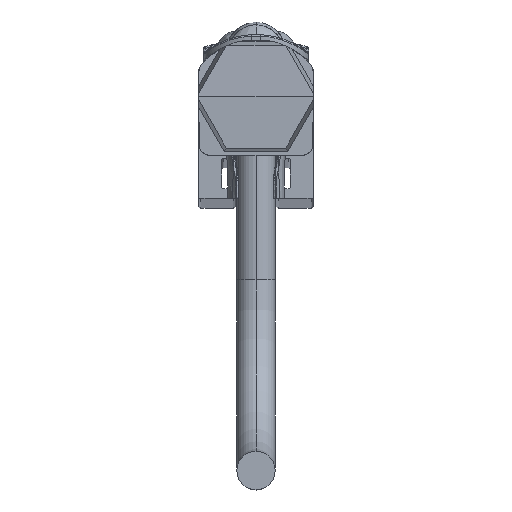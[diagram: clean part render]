
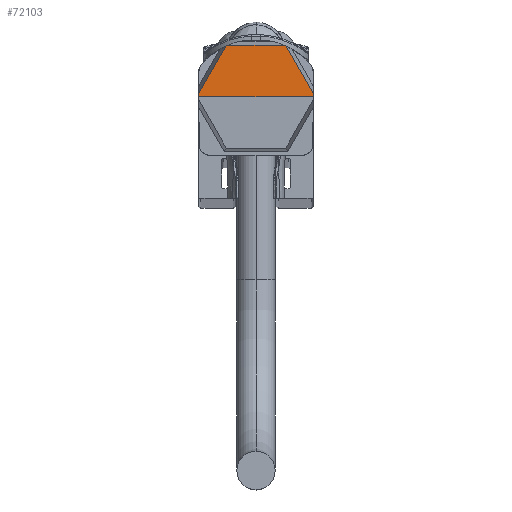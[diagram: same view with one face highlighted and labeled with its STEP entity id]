
A CAD part, top view. The second image highlights one B-rep face of the part: STEP entity #72103.
In plain terms, the highlighted planar face has unit normal (0, 0.018, 1).
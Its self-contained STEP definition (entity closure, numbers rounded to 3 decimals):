
#28508=CARTESIAN_POINT('',(3.161,7.618,306.658));
#28541=CARTESIAN_POINT('',(2.928,7.722,306.656));
#28542=CARTESIAN_POINT('',(3.006,7.689,306.657));
#28543=CARTESIAN_POINT('',(3.084,7.654,306.657));
#28544=CARTESIAN_POINT('',(3.161,7.618,306.658));
#28546=DIRECTION('',(-0.497,0.868,-0.015));
#28547=VECTOR('',#28546,5.7);
#28548=CARTESIAN_POINT('',(5.994,2.673,306.744));
#28549=LINE('',#28548,#28547);
#28550=DIRECTION('',(-0.017,1.,-0.017));
#28551=VECTOR('',#28550,0.323);
#28552=CARTESIAN_POINT('',(6.,2.35,306.75));
#28553=LINE('',#28552,#28551);
#28554=DIRECTION('',(1.,0.,0.));
#28555=VECTOR('',#28554,12.);
#28556=CARTESIAN_POINT('',(-6.,2.35,306.75));
#28557=LINE('',#28556,#28555);
#28558=DIRECTION('',(0.017,1.,-0.017));
#28559=VECTOR('',#28558,0.323);
#28560=CARTESIAN_POINT('',(-6.,2.35,306.75));
#28561=LINE('',#28560,#28559);
#28562=DIRECTION('',(-0.497,-0.868,0.015));
#28563=VECTOR('',#28562,5.7);
#28564=CARTESIAN_POINT('',(-3.161,7.618,
306.658));
#28565=LINE('',#28564,#28563);
#28566=CARTESIAN_POINT('',(-3.161,7.618,
306.658));
#28567=CARTESIAN_POINT('',(-3.084,7.654,
306.657));
#28568=CARTESIAN_POINT('',(-3.006,7.689,
306.657));
#28569=CARTESIAN_POINT('',(-2.927,7.722,
306.656));
#28571=DIRECTION('',(-1.,0.,0.));
#28572=VECTOR('',#28571,5.855);
#28573=CARTESIAN_POINT('',(2.928,7.722,306.656));
#28574=LINE('',#28573,#28572);
#30286=CARTESIAN_POINT('',(2.928,7.722,306.656));
#30292=CARTESIAN_POINT('',(-2.927,7.722,
306.656));
#30302=CARTESIAN_POINT('',(-3.161,7.618,
306.658));
#32999=CARTESIAN_POINT('',(-6.,2.35,306.75));
#33000=VERTEX_POINT('',#32999);
#33001=CARTESIAN_POINT('',(6.,2.35,306.75));
#33002=VERTEX_POINT('',#33001);
#33011=VERTEX_POINT('',#28508);
#33014=CARTESIAN_POINT('',(5.994,2.673,306.744));
#33016=VERTEX_POINT('',#33014);
#33017=VERTEX_POINT('',#30302);
#33020=CARTESIAN_POINT('',(-5.994,2.673,
306.744));
#33022=VERTEX_POINT('',#33020);
#33027=VERTEX_POINT('',#30286);
#33029=VERTEX_POINT('',#30292);
#72083=CARTESIAN_POINT('',(-6.64,2.35,306.75));
#72084=DIRECTION('',(0.,0.017,1.));
#72085=DIRECTION('',(1.,0.,0.));
#72086=AXIS2_PLACEMENT_3D('',#72083,#72084,#72085);
#72087=PLANE('',#72086);
#72088=ORIENTED_EDGE('',*,*,#72044,.T.);
#72089=ORIENTED_EDGE('',*,*,#72031,.F.);
#72090=ORIENTED_EDGE('',*,*,#72016,.F.);
#72092=ORIENTED_EDGE('',*,*,#72091,.F.);
#72094=ORIENTED_EDGE('',*,*,#72093,.T.);
#72096=ORIENTED_EDGE('',*,*,#72095,.F.);
#72098=ORIENTED_EDGE('',*,*,#72097,.T.);
#72100=ORIENTED_EDGE('',*,*,#72099,.F.);
#72101=EDGE_LOOP('',(#72088,#72089,#72090,#72092,#72094,#72096,#72098,#72100));
#72102=FACE_OUTER_BOUND('',#72101,.F.);
#72103=ADVANCED_FACE('',(#72102),#72087,.T.);
#28545=B_SPLINE_CURVE_WITH_KNOTS('',3,(#28541,#28542,#28543,#28544),
.UNSPECIFIED.,.F.,.F.,(4,4),(0.,1.),.UNSPECIFIED.);
#28570=B_SPLINE_CURVE_WITH_KNOTS('',3,(#28566,#28567,#28568,#28569),
.UNSPECIFIED.,.F.,.F.,(4,4),(0.,1.),.UNSPECIFIED.);
#72016=EDGE_CURVE('',#33002,#33016,#28553,.T.);
#72031=EDGE_CURVE('',#33016,#33011,#28549,.T.);
#72044=EDGE_CURVE('',#33027,#33011,#28545,.T.);
#72091=EDGE_CURVE('',#33000,#33002,#28557,.T.);
#72093=EDGE_CURVE('',#33000,#33022,#28561,.T.);
#72095=EDGE_CURVE('',#33017,#33022,#28565,.T.);
#72097=EDGE_CURVE('',#33017,#33029,#28570,.T.);
#72099=EDGE_CURVE('',#33027,#33029,#28574,.T.);
